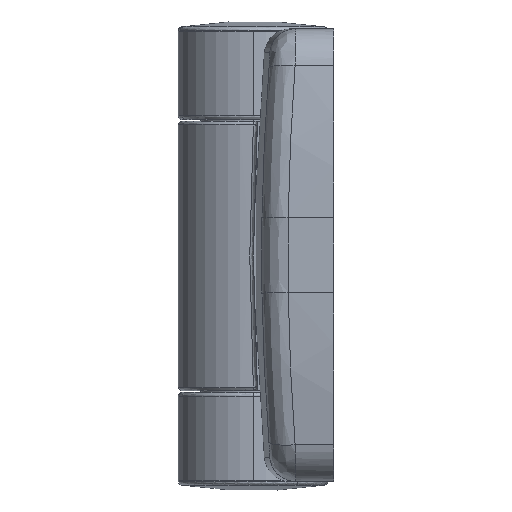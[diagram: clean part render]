
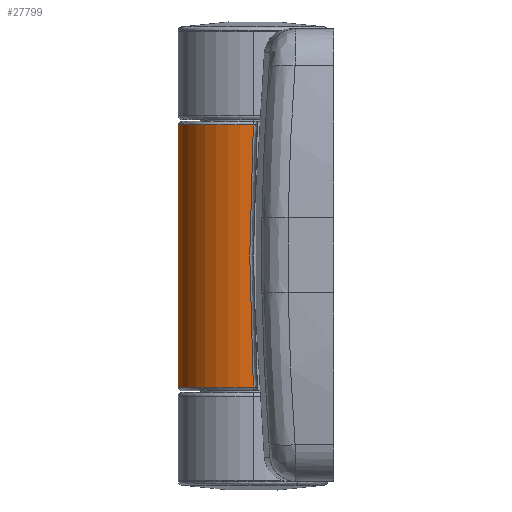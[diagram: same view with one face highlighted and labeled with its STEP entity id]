
A CAD part, left-side view. The second image highlights one B-rep face of the part: STEP entity #27799.
In plain terms, the highlighted cylindrical face has radius 10 mm (diameter 20 mm), a partial arc.
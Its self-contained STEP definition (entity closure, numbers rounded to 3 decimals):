
#66 = CARTESIAN_POINT ( 'NONE',  ( -10., 0., -17.023 ) ) ;
#182 = CARTESIAN_POINT ( 'NONE',  ( -10., 0., 17.5 ) ) ;
#211 = LINE ( 'NONE', #27340, #11402 ) ;
#925 = CARTESIAN_POINT ( 'NONE',  ( -10., 0.307, -11.349 ) ) ;
#1206 = VERTEX_POINT ( 'NONE', #182 ) ;
#1478 = CARTESIAN_POINT ( 'NONE',  ( -10., 0., 17.023 ) ) ;
#1793 = CARTESIAN_POINT ( 'NONE',  ( -10., 0., -30. ) ) ;
#2278 = DIRECTION ( 'NONE',  ( 0., 0., 1. ) ) ;
#3226 = CIRCLE ( 'NONE', #11985, 10. ) ;
#3377 = DIRECTION ( 'NONE',  ( 1., 0., 0. ) ) ;
#3814 = EDGE_CURVE ( 'NONE', #15245, #1206, #21423, .T. ) ;
#4919 = CARTESIAN_POINT ( 'NONE',  ( 10., 0., -17.5 ) ) ;
#5257 = CYLINDRICAL_SURFACE ( 'NONE', #27921, 10. ) ;
#6435 = B_SPLINE_CURVE_WITH_KNOTS ( 'NONE', 3,
 ( #66, #925, #8266, #10083, #9992 ),
 .UNSPECIFIED., .F., .F.,
 ( 4, 1, 4 ),
 ( 0., 0.5, 1. ),
 .UNSPECIFIED. ) ;
#6436 = ORIENTED_EDGE ( 'NONE', *, *, #14270, .T. ) ;
#6538 = DIRECTION ( 'NONE',  ( 0., 0., 1. ) ) ;
#6689 = VECTOR ( 'NONE', #11171, 1000. ) ;
#6861 = VERTEX_POINT ( 'NONE', #10204 ) ;
#7882 = VERTEX_POINT ( 'NONE', #24606 ) ;
#8123 = CARTESIAN_POINT ( 'NONE',  ( 0., 0., -17.5 ) ) ;
#8266 = CARTESIAN_POINT ( 'NONE',  ( -9.979, 0.613, 0. ) ) ;
#9256 = DIRECTION ( 'NONE',  ( 0., 0., 1. ) ) ;
#9992 = CARTESIAN_POINT ( 'NONE',  ( -10., 0., 17.023 ) ) ;
#10083 = CARTESIAN_POINT ( 'NONE',  ( -10., 0.307, 11.349 ) ) ;
#10204 = CARTESIAN_POINT ( 'NONE',  ( -10., 0., -17.023 ) ) ;
#10217 = EDGE_CURVE ( 'NONE', #6861, #15245, #6435, .T. ) ;
#10360 = DIRECTION ( 'NONE',  ( 1., 0., 0. ) ) ;
#10685 = ORIENTED_EDGE ( 'NONE', *, *, #3814, .T. ) ;
#11171 = DIRECTION ( 'NONE',  ( 0., 0., 1. ) ) ;
#11402 = VECTOR ( 'NONE', #9256, 1000. ) ;
#11985 = AXIS2_PLACEMENT_3D ( 'NONE', #8123, #23961, #10360 ) ;
#12828 = CIRCLE ( 'NONE', #23864, 10. ) ;
#13479 = CARTESIAN_POINT ( 'NONE',  ( 10., 0., -30. ) ) ;
#14270 = EDGE_CURVE ( 'NONE', #7882, #6861, #211, .T. ) ;
#14626 = ORIENTED_EDGE ( 'NONE', *, *, #10217, .T. ) ;
#14964 = VERTEX_POINT ( 'NONE', #15770 ) ;
#15245 = VERTEX_POINT ( 'NONE', #1478 ) ;
#15770 = CARTESIAN_POINT ( 'NONE',  ( 10., 0., 17.5 ) ) ;
#15849 = EDGE_CURVE ( 'NONE', #24394, #14964, #24760, .T. ) ;
#19003 = EDGE_CURVE ( 'NONE', #24394, #7882, #3226, .T. ) ;
#19086 = DIRECTION ( 'NONE',  ( 0., 0., 1. ) ) ;
#19444 = FACE_OUTER_BOUND ( 'NONE', #24094, .T. ) ;
#20141 = CARTESIAN_POINT ( 'NONE',  ( 0., 0., 17.5 ) ) ;
#20607 = ORIENTED_EDGE ( 'NONE', *, *, #24749, .F. ) ;
#21423 = LINE ( 'NONE', #1793, #27303 ) ;
#22410 = DIRECTION ( 'NONE',  ( -1., 0., 0. ) ) ;
#23562 = CARTESIAN_POINT ( 'NONE',  ( 0., 0., -30. ) ) ;
#23864 = AXIS2_PLACEMENT_3D ( 'NONE', #20141, #6538, #22410 ) ;
#23961 = DIRECTION ( 'NONE',  ( 0., 0., 1. ) ) ;
#24094 = EDGE_LOOP ( 'NONE', ( #26629, #6436, #14626, #10685, #20607, #25158 ) ) ;
#24394 = VERTEX_POINT ( 'NONE', #4919 ) ;
#24606 = CARTESIAN_POINT ( 'NONE',  ( -10., 0., -17.5 ) ) ;
#24749 = EDGE_CURVE ( 'NONE', #14964, #1206, #12828, .T. ) ;
#24760 = LINE ( 'NONE', #13479, #6689 ) ;
#25158 = ORIENTED_EDGE ( 'NONE', *, *, #15849, .F. ) ;
#26629 = ORIENTED_EDGE ( 'NONE', *, *, #19003, .T. ) ;
#27303 = VECTOR ( 'NONE', #2278, 1000. ) ;
#27340 = CARTESIAN_POINT ( 'NONE',  ( -10., 0., -30. ) ) ;
#27799 = ADVANCED_FACE ( 'NONE', ( #19444 ), #5257, .T. ) ;
#27921 = AXIS2_PLACEMENT_3D ( 'NONE', #23562, #19086, #3377 ) ;
